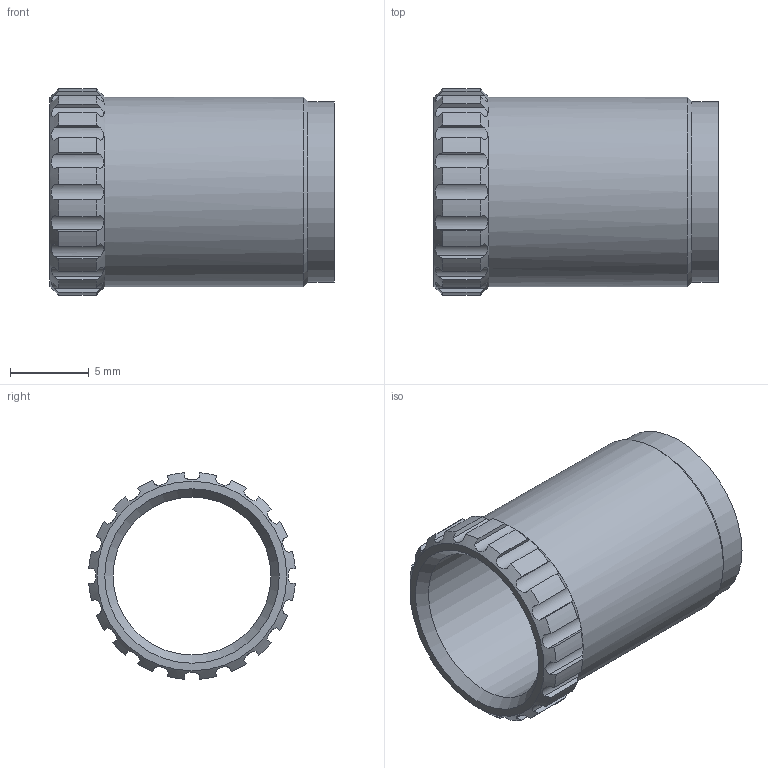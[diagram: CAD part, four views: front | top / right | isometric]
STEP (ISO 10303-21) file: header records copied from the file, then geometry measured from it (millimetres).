
FILE_DESCRIPTION(( 'OX.23.12.18.stp' ), '1');
FILE_NAME( 'OX.23.12.18.stp', '2021-03-05T16:08:37',( 'Sopra'),('sopra-pneumatic.com'), 'SwSTEP 2.0','SolidWorks 2009','' );
FILE_SCHEMA( ( 'CONFIG_CONTROL_DESIGN' ) );
Length unit declared in the file: millimetre
Products named in the file (1): _VHS-12 706.0030.154
Bounding box: 18 x 13.07 x 13.07 mm (x, y, z)
Volume: 639.9 mm3; surface area: 1350.9 mm2
Topology: 1 solids, 1 shells, 89 faces, 258 edges, 171 vertices
Faces by surface type: cylinder 43, plane 42, cone 4
Full cylindrical faces by diameter (mm): 10 x1, 11.44 x1, 12 x1
Entity records: 3310 total; most frequent: CARTESIAN_POINT 1154, ORIENTED_EDGE 496, DIRECTION 356, EDGE_CURVE 248, VERTEX_POINT 168, AXIS2_PLACEMENT_3D 138, B_SPLINE_CURVE_WITH_KNOTS 120, EDGE_LOOP 98
